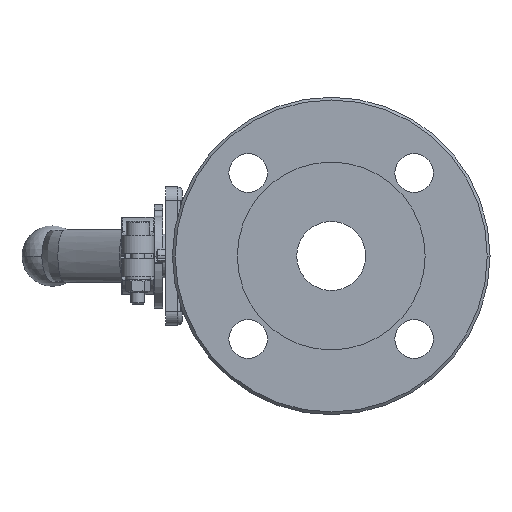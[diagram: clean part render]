
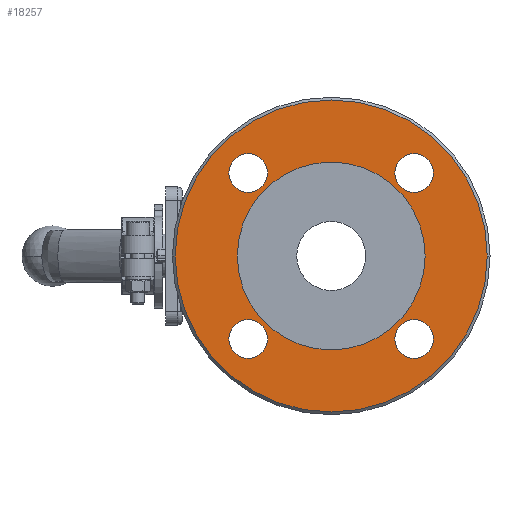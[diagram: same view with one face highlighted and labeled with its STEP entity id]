
A CAD part, left-side view. The second image highlights one B-rep face of the part: STEP entity #18257.
In plain terms, the highlighted planar face has unit normal (-1, 0, 0).
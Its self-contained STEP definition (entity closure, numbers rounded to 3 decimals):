
#542 = EDGE_CURVE ( 'NONE', #5362, #2253, #40595, .T. ) ;
#1107 = AXIS2_PLACEMENT_3D ( 'NONE', #7081, #32836, #47315 ) ;
#1145 = CARTESIAN_POINT ( 'NONE',  ( -41.75, 28.802, -37.052 ) ) ;
#1982 = DIRECTION ( 'NONE',  ( 0., 0., 1. ) ) ;
#2018 = EDGE_LOOP ( 'NONE', ( #2936, #11016 ) ) ;
#2253 = VERTEX_POINT ( 'NONE', #28695 ) ;
#2936 = ORIENTED_EDGE ( 'NONE', *, *, #17925, .T. ) ;
#3201 = DIRECTION ( 'NONE',  ( 1., 0., 0. ) ) ;
#3385 = DIRECTION ( 'NONE',  ( 1., 0., 0. ) ) ;
#3890 = DIRECTION ( 'NONE',  ( 1., 0., 0. ) ) ;
#3907 = CARTESIAN_POINT ( 'NONE',  ( -41.75, 28.802, 30.052 ) ) ;
#4166 = AXIS2_PLACEMENT_3D ( 'NONE', #23775, #22811, #23289 ) ;
#4179 = AXIS2_PLACEMENT_3D ( 'NONE', #18475, #18233, #33423 ) ;
#4212 = CIRCLE ( 'NONE', #1107, 56.5 ) ;
#4332 = PLANE ( 'NONE',  #8210 ) ;
#4528 = EDGE_CURVE ( 'NONE', #25592, #42661, #32474, .T. ) ;
#4566 = FACE_OUTER_BOUND ( 'NONE', #9372, .T. ) ;
#4829 = ORIENTED_EDGE ( 'NONE', *, *, #14307, .T. ) ;
#5055 = DIRECTION ( 'NONE',  ( -1., 0., 0. ) ) ;
#5362 = VERTEX_POINT ( 'NONE', #22232 ) ;
#6526 = CIRCLE ( 'NONE', #4166, 7. ) ;
#7081 = CARTESIAN_POINT ( 'NONE',  ( -41.75, -1.25, 0. ) ) ;
#7745 = ORIENTED_EDGE ( 'NONE', *, *, #40182, .T. ) ;
#8021 = CARTESIAN_POINT ( 'NONE',  ( -41.75, -31.302, 30.052 ) ) ;
#8023 = FACE_BOUND ( 'NONE', #47861, .T. ) ;
#8210 = AXIS2_PLACEMENT_3D ( 'NONE', #45068, #5055, #19537 ) ;
#9300 = ORIENTED_EDGE ( 'NONE', *, *, #39768, .F. ) ;
#9372 = EDGE_LOOP ( 'NONE', ( #9300, #18060 ) ) ;
#9647 = CARTESIAN_POINT ( 'NONE',  ( -41.75, -57.75, 0. ) ) ;
#10180 = CARTESIAN_POINT ( 'NONE',  ( -41.75, -31.302, 23.052 ) ) ;
#10225 = ORIENTED_EDGE ( 'NONE', *, *, #28233, .T. ) ;
#10335 = CARTESIAN_POINT ( 'NONE',  ( -41.75, -31.302, -23.052 ) ) ;
#11016 = ORIENTED_EDGE ( 'NONE', *, *, #34609, .T. ) ;
#11337 = AXIS2_PLACEMENT_3D ( 'NONE', #8021, #48505, #14915 ) ;
#11443 = CARTESIAN_POINT ( 'NONE',  ( -41.75, 55.25, 0. ) ) ;
#12458 = ORIENTED_EDGE ( 'NONE', *, *, #542, .T. ) ;
#13954 = DIRECTION ( 'NONE',  ( 0., 1., 0. ) ) ;
#14096 = DIRECTION ( 'NONE',  ( 1., 0., 0. ) ) ;
#14282 = CIRCLE ( 'NONE', #17382, 7. ) ;
#14307 = EDGE_CURVE ( 'NONE', #24137, #35097, #28473, .T. ) ;
#14582 = CARTESIAN_POINT ( 'NONE',  ( -41.75, -1.25, 0. ) ) ;
#14915 = DIRECTION ( 'NONE',  ( 0., 0., 1. ) ) ;
#15862 = FACE_BOUND ( 'NONE', #38970, .T. ) ;
#16553 = DIRECTION ( 'NONE',  ( 1., 0., 0. ) ) ;
#17382 = AXIS2_PLACEMENT_3D ( 'NONE', #20630, #35569, #1982 ) ;
#17459 = VERTEX_POINT ( 'NONE', #1145 ) ;
#17482 = DIRECTION ( 'NONE',  ( 0., 0., 1. ) ) ;
#17925 = EDGE_CURVE ( 'NONE', #35241, #46993, #34009, .T. ) ;
#18060 = ORIENTED_EDGE ( 'NONE', *, *, #31932, .F. ) ;
#18233 = DIRECTION ( 'NONE',  ( 1., 0., 0. ) ) ;
#18257 = ADVANCED_FACE ( 'NONE', ( #15862, #8023, #42093, #37934, #41858, #4566 ), #4332, .T. ) ;
#18475 = CARTESIAN_POINT ( 'NONE',  ( -41.75, -31.302, -30.052 ) ) ;
#18791 = ORIENTED_EDGE ( 'NONE', *, *, #4528, .T. ) ;
#19377 = VERTEX_POINT ( 'NONE', #9647 ) ;
#19537 = DIRECTION ( 'NONE',  ( 0., 0., 1. ) ) ;
#20463 = CARTESIAN_POINT ( 'NONE',  ( -41.75, -31.302, -37.052 ) ) ;
#20630 = CARTESIAN_POINT ( 'NONE',  ( -41.75, -31.302, -30.052 ) ) ;
#20681 = CIRCLE ( 'NONE', #33204, 7. ) ;
#20856 = AXIS2_PLACEMENT_3D ( 'NONE', #31758, #16553, #31504 ) ;
#20964 = EDGE_CURVE ( 'NONE', #27391, #17459, #20681, .T. ) ;
#21140 = ORIENTED_EDGE ( 'NONE', *, *, #20964, .T. ) ;
#21980 = CARTESIAN_POINT ( 'NONE',  ( -41.75, 28.802, 30.052 ) ) ;
#22104 = AXIS2_PLACEMENT_3D ( 'NONE', #28898, #3385, #13954 ) ;
#22232 = CARTESIAN_POINT ( 'NONE',  ( -41.75, -35.25, 0. ) ) ;
#22811 = DIRECTION ( 'NONE',  ( 1., 0., 0. ) ) ;
#23224 = CIRCLE ( 'NONE', #44389, 7. ) ;
#23289 = DIRECTION ( 'NONE',  ( 0., 0., 1. ) ) ;
#23652 = EDGE_LOOP ( 'NONE', ( #10225, #12458 ) ) ;
#23775 = CARTESIAN_POINT ( 'NONE',  ( -41.75, -31.302, 30.052 ) ) ;
#24137 = VERTEX_POINT ( 'NONE', #10335 ) ;
#25592 = VERTEX_POINT ( 'NONE', #10180 ) ;
#25757 = DIRECTION ( 'NONE',  ( 0., 0., 1. ) ) ;
#27391 = VERTEX_POINT ( 'NONE', #40473 ) ;
#28233 = EDGE_CURVE ( 'NONE', #2253, #5362, #43237, .T. ) ;
#28473 = CIRCLE ( 'NONE', #4179, 7. ) ;
#28695 = CARTESIAN_POINT ( 'NONE',  ( -41.75, 32.75, 0. ) ) ;
#28898 = CARTESIAN_POINT ( 'NONE',  ( -41.75, -1.25, 0. ) ) ;
#29094 = DIRECTION ( 'NONE',  ( 0., 0., 1. ) ) ;
#31504 = DIRECTION ( 'NONE',  ( 0., -1., 0. ) ) ;
#31681 = CARTESIAN_POINT ( 'NONE',  ( -41.75, 28.802, -30.052 ) ) ;
#31758 = CARTESIAN_POINT ( 'NONE',  ( -41.75, -1.25, 0. ) ) ;
#31932 = EDGE_CURVE ( 'NONE', #19377, #40685, #4212, .T. ) ;
#32474 = CIRCLE ( 'NONE', #11337, 7. ) ;
#32676 = CARTESIAN_POINT ( 'NONE',  ( -41.75, 28.802, -30.052 ) ) ;
#32836 = DIRECTION ( 'NONE',  ( 1., 0., 0. ) ) ;
#33204 = AXIS2_PLACEMENT_3D ( 'NONE', #31681, #46647, #39292 ) ;
#33423 = DIRECTION ( 'NONE',  ( 0., 0., 1. ) ) ;
#34009 = CIRCLE ( 'NONE', #37153, 7. ) ;
#34609 = EDGE_CURVE ( 'NONE', #46993, #35241, #37155, .T. ) ;
#35097 = VERTEX_POINT ( 'NONE', #20463 ) ;
#35241 = VERTEX_POINT ( 'NONE', #40318 ) ;
#35569 = DIRECTION ( 'NONE',  ( 1., 0., 0. ) ) ;
#37153 = AXIS2_PLACEMENT_3D ( 'NONE', #3907, #3201, #25757 ) ;
#37155 = CIRCLE ( 'NONE', #41080, 7. ) ;
#37934 = FACE_BOUND ( 'NONE', #48470, .T. ) ;
#38214 = AXIS2_PLACEMENT_3D ( 'NONE', #14582, #14096, #43760 ) ;
#38876 = CIRCLE ( 'NONE', #20856, 56.5 ) ;
#38970 = EDGE_LOOP ( 'NONE', ( #43455, #18791 ) ) ;
#39292 = DIRECTION ( 'NONE',  ( 0., 0., 1. ) ) ;
#39768 = EDGE_CURVE ( 'NONE', #40685, #19377, #38876, .T. ) ;
#40182 = EDGE_CURVE ( 'NONE', #17459, #27391, #23224, .T. ) ;
#40318 = CARTESIAN_POINT ( 'NONE',  ( -41.75, 28.802, 37.052 ) ) ;
#40473 = CARTESIAN_POINT ( 'NONE',  ( -41.75, 28.802, -23.052 ) ) ;
#40595 = CIRCLE ( 'NONE', #38214, 34. ) ;
#40685 = VERTEX_POINT ( 'NONE', #11443 ) ;
#41080 = AXIS2_PLACEMENT_3D ( 'NONE', #21980, #47979, #29094 ) ;
#41858 = FACE_BOUND ( 'NONE', #23652, .T. ) ;
#42093 = FACE_BOUND ( 'NONE', #2018, .T. ) ;
#42178 = EDGE_CURVE ( 'NONE', #35097, #24137, #14282, .T. ) ;
#42661 = VERTEX_POINT ( 'NONE', #45066 ) ;
#43237 = CIRCLE ( 'NONE', #22104, 34. ) ;
#43455 = ORIENTED_EDGE ( 'NONE', *, *, #47189, .T. ) ;
#43760 = DIRECTION ( 'NONE',  ( 0., 1., 0. ) ) ;
#44389 = AXIS2_PLACEMENT_3D ( 'NONE', #32676, #3890, #17482 ) ;
#44414 = CARTESIAN_POINT ( 'NONE',  ( -41.75, 28.802, 23.052 ) ) ;
#44487 = ORIENTED_EDGE ( 'NONE', *, *, #42178, .T. ) ;
#45066 = CARTESIAN_POINT ( 'NONE',  ( -41.75, -31.302, 37.052 ) ) ;
#45068 = CARTESIAN_POINT ( 'NONE',  ( -41.75, 44.5, 0. ) ) ;
#46647 = DIRECTION ( 'NONE',  ( 1., 0., 0. ) ) ;
#46993 = VERTEX_POINT ( 'NONE', #44414 ) ;
#47189 = EDGE_CURVE ( 'NONE', #42661, #25592, #6526, .T. ) ;
#47315 = DIRECTION ( 'NONE',  ( 0., -1., 0. ) ) ;
#47861 = EDGE_LOOP ( 'NONE', ( #21140, #7745 ) ) ;
#47979 = DIRECTION ( 'NONE',  ( 1., 0., 0. ) ) ;
#48470 = EDGE_LOOP ( 'NONE', ( #4829, #44487 ) ) ;
#48505 = DIRECTION ( 'NONE',  ( 1., 0., 0. ) ) ;
